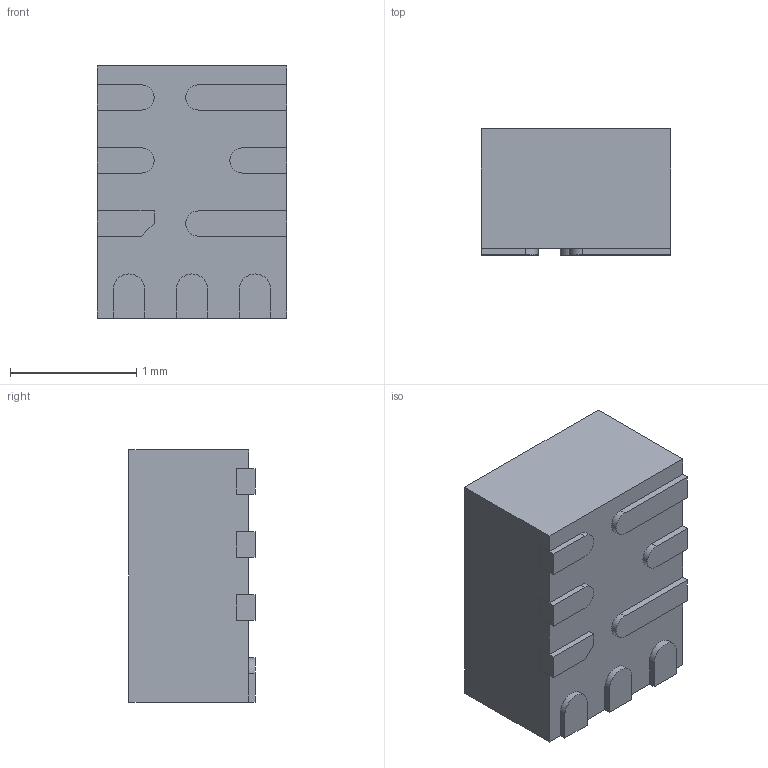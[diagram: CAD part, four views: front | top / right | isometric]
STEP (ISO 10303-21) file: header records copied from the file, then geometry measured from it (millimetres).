
FILE_DESCRIPTION (( 'STEP AP214' ), '1' );
FILE_NAME ('TPS62902RPJR.STEP', '2023-12-26T22:48:09', ( '' ), ( '' ), 'SwSTEP 2.0', 'SolidWorks 2021', '' );
FILE_SCHEMA (( 'AUTOMOTIVE_DESIGN' ));
Length unit declared in the file: millimetre
Products named in the file (1): TPS62902RPJR
Bounding box: 1.5 x 1 x 2 mm (x, y, z)
Volume: 2.9 mm3; surface area: 17.1 mm2
Topology: 11 solids, 11 shells, 105 faces, 246 edges, 164 vertices
Faces by surface type: plane 85, cylinder 20
Entity records: 3104 total; most frequent: CARTESIAN_POINT 516, DIRECTION 498, ORIENTED_EDGE 492, EDGE_CURVE 246, VECTOR 206, LINE 206, VERTEX_POINT 164, AXIS2_PLACEMENT_3D 146
